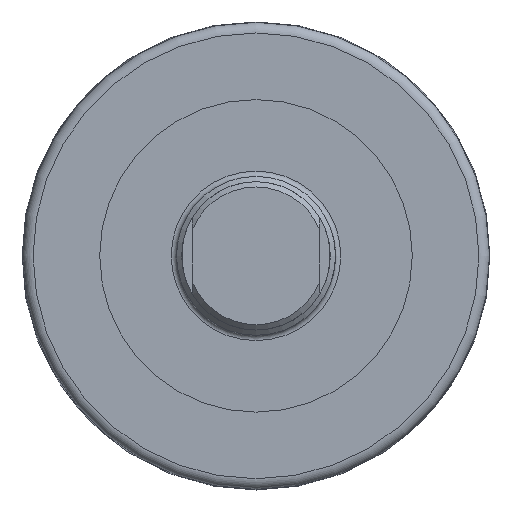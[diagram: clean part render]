
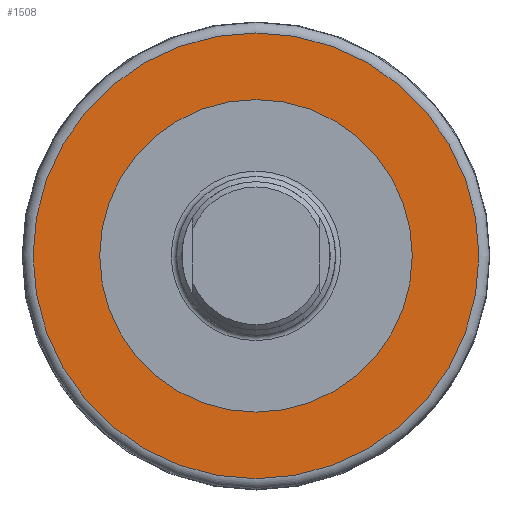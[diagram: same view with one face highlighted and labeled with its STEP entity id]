
A CAD part, left-side view. The second image highlights one B-rep face of the part: STEP entity #1508.
In plain terms, the highlighted planar face has unit normal (-1, 0, 0).
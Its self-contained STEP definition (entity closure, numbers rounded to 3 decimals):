
#77=FACE_BOUND('',#310,.T.);
#130=CIRCLE('',#1661,27.65);
#133=CIRCLE('',#1665,42.079);
#134=CIRCLE('',#1666,42.079);
#222=FACE_OUTER_BOUND('',#309,.T.);
#309=EDGE_LOOP('',(#1232,#1233));
#310=EDGE_LOOP('',(#1234));
#671=VERTEX_POINT('',#2565);
#674=VERTEX_POINT('',#2573);
#675=VERTEX_POINT('',#2574);
#870=EDGE_CURVE('',#671,#671,#130,.T.);
#874=EDGE_CURVE('',#674,#675,#133,.T.);
#875=EDGE_CURVE('',#675,#674,#134,.T.);
#1232=ORIENTED_EDGE('',*,*,#874,.F.);
#1233=ORIENTED_EDGE('',*,*,#875,.F.);
#1234=ORIENTED_EDGE('',*,*,#870,.T.);
#1439=PLANE('',#1664);
#1508=ADVANCED_FACE('',(#222,#77),#1439,.T.);
#1661=AXIS2_PLACEMENT_3D('',#2566,#2012,#2013);
#1664=AXIS2_PLACEMENT_3D('',#2572,#2019,#2020);
#1665=AXIS2_PLACEMENT_3D('',#2575,#2021,#2022);
#1666=AXIS2_PLACEMENT_3D('',#2576,#2023,#2024);
#2012=DIRECTION('center_axis',(1.,0.,0.));
#2013=DIRECTION('ref_axis',(0.,1.,0.));
#2019=DIRECTION('center_axis',(-1.,0.,0.));
#2020=DIRECTION('ref_axis',(0.,0.,
-1.));
#2021=DIRECTION('center_axis',(1.,0.,0.));
#2022=DIRECTION('ref_axis',(0.,1.,0.));
#2023=DIRECTION('center_axis',(1.,0.,0.));
#2024=DIRECTION('ref_axis',(0.,1.,0.));
#2565=CARTESIAN_POINT('',(76.5,-27.65,0.));
#2566=CARTESIAN_POINT('Origin',(76.5,0.,0.));
#2572=CARTESIAN_POINT('Origin',(76.5,-38.27,0.));
#2573=CARTESIAN_POINT('',(76.5,-42.079,0.));
#2574=CARTESIAN_POINT('',(76.5,0.,-42.079));
#2575=CARTESIAN_POINT('Origin',(76.5,0.,0.));
#2576=CARTESIAN_POINT('Origin',(76.5,0.,0.));
